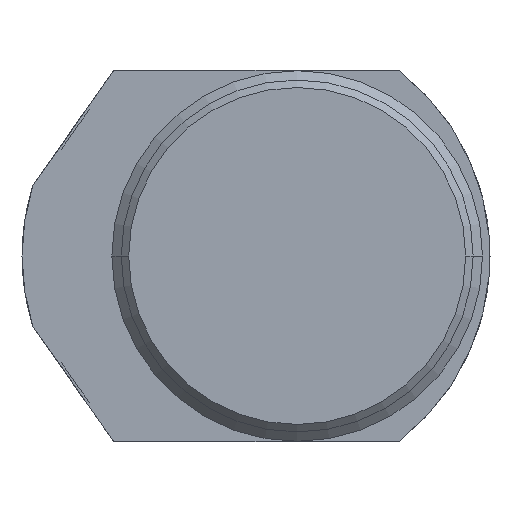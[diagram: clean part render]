
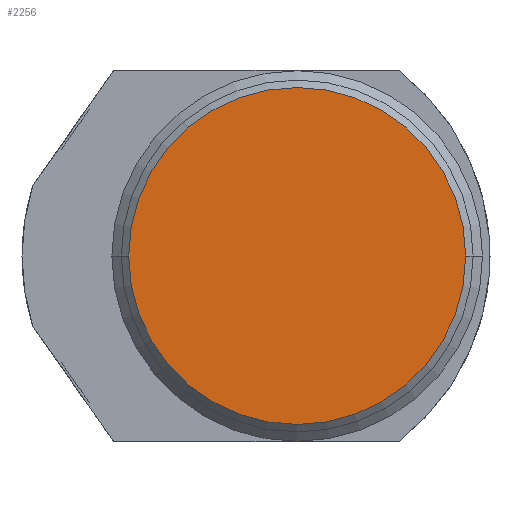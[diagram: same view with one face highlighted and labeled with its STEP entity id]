
A CAD part, left-side view. The second image highlights one B-rep face of the part: STEP entity #2256.
In plain terms, the highlighted planar face has unit normal (-1, 0, 0).
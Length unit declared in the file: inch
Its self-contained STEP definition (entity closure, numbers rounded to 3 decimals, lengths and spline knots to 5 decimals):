
#800=CARTESIAN_POINT('',(-2.5,-0.165,0.));
#801=DIRECTION('',(-1.,0.,0.));
#802=DIRECTION('',(0.,1.,0.));
#803=AXIS2_PLACEMENT_3D('',#800,#801,#802);
#830=CARTESIAN_POINT('',(-2.5,-0.165,0.));
#831=DIRECTION('',(1.,0.,0.));
#832=DIRECTION('',(0.,1.,0.));
#833=AXIS2_PLACEMENT_3D('',#830,#831,#832);
#1620=CARTESIAN_POINT('',(-2.5,0.51,0.));
#1621=CARTESIAN_POINT('',(-2.5,-0.84,0.));
#1622=VERTEX_POINT('',#1620);
#1623=VERTEX_POINT('',#1621);
#2246=CARTESIAN_POINT('',(-2.5,0.,0.));
#2247=DIRECTION('',(1.,0.,0.));
#2248=DIRECTION('',(0.,0.,-1.));
#2249=AXIS2_PLACEMENT_3D('',#2246,#2247,#2248);
#2250=PLANE('',#2249);
#2251=ORIENTED_EDGE('',*,*,#2236,.F.);
#2253=ORIENTED_EDGE('',*,*,#2252,.T.);
#2254=EDGE_LOOP('',(#2251,#2253));
#2255=FACE_OUTER_BOUND('',#2254,.F.);
#804=CIRCLE('',#803,0.675);
#834=CIRCLE('',#833,0.675);
#2236=EDGE_CURVE('',#1622,#1623,#804,.T.);
#2252=EDGE_CURVE('',#1622,#1623,#834,.T.);
#2256=ADVANCED_FACE('',(#2255),#2250,.F.);
